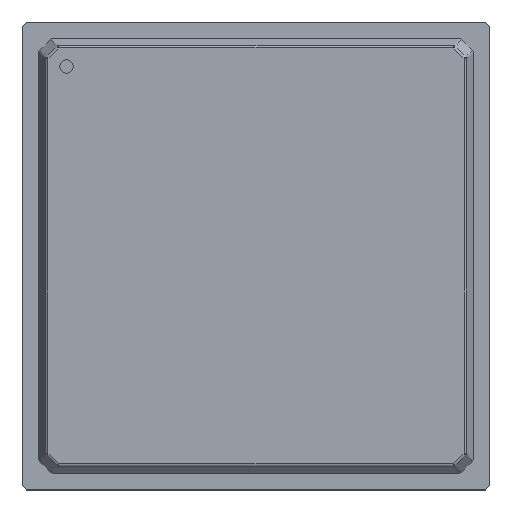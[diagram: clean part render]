
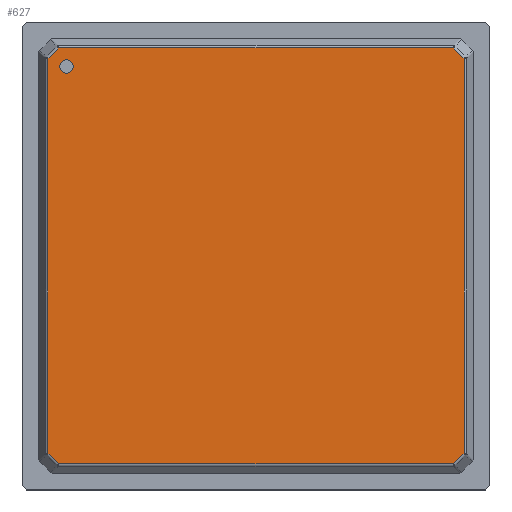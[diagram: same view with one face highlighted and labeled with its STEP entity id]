
A CAD part, top view. The second image highlights one B-rep face of the part: STEP entity #627.
In plain terms, the highlighted planar face has unit normal (0, 0, 1).
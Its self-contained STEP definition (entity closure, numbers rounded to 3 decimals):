
#225 = VERTEX_POINT('',#226);
#226 = CARTESIAN_POINT('',(-15.336,14.539,2.7));
#233 = EDGE_CURVE('',#225,#234,#236,.T.);
#234 = VERTEX_POINT('',#235);
#235 = CARTESIAN_POINT('',(-14.539,15.336,2.7));
#236 = LINE('',#237,#238);
#237 = CARTESIAN_POINT('',(-15.388,14.488,2.7));
#238 = VECTOR('',#239,1.);
#239 = DIRECTION('',(0.707,0.707,0.));
#627 = ADVANCED_FACE('',(#628,#693),#704,.F.);
#628 = FACE_BOUND('',#629,.F.);
#629 = EDGE_LOOP('',(#630,#640,#650,#658,#666,#667,#677,#685));
#630 = ORIENTED_EDGE('',*,*,#631,.T.);
#631 = EDGE_CURVE('',#632,#634,#636,.T.);
#632 = VERTEX_POINT('',#633);
#633 = CARTESIAN_POINT('',(15.336,-14.539,2.7));
#634 = VERTEX_POINT('',#635);
#635 = CARTESIAN_POINT('',(14.539,-15.336,2.7));
#636 = LINE('',#637,#638);
#637 = CARTESIAN_POINT('',(15.388,-14.488,2.7));
#638 = VECTOR('',#639,1.);
#639 = DIRECTION('',(-0.707,-0.707,0.));
#640 = ORIENTED_EDGE('',*,*,#641,.T.);
#641 = EDGE_CURVE('',#634,#642,#644,.T.);
#642 = VERTEX_POINT('',#643);
#643 = CARTESIAN_POINT('',(-14.539,-15.336,2.7));
#644 = B_SPLINE_CURVE_WITH_KNOTS('',2,(#645,#646,#647,#648,#649),
.UNSPECIFIED.,.F.,.F.,(3,1,1,3),(-1.2,-0.13,
29.261,30.331),.UNSPECIFIED.);
#645 = CARTESIAN_POINT('',(15.765,-15.336,2.7));
#646 = CARTESIAN_POINT('',(15.23,-15.336,2.7));
#647 = CARTESIAN_POINT('',(0.,-15.336,2.7));
#648 = CARTESIAN_POINT('',(-15.23,-15.336,2.7));
#649 = CARTESIAN_POINT('',(-15.765,-15.336,2.7));
#650 = ORIENTED_EDGE('',*,*,#651,.T.);
#651 = EDGE_CURVE('',#642,#652,#654,.T.);
#652 = VERTEX_POINT('',#653);
#653 = CARTESIAN_POINT('',(-15.336,-14.539,2.7));
#654 = LINE('',#655,#656);
#655 = CARTESIAN_POINT('',(-14.488,-15.388,2.7));
#656 = VECTOR('',#657,1.);
#657 = DIRECTION('',(-0.707,0.707,0.));
#658 = ORIENTED_EDGE('',*,*,#659,.T.);
#659 = EDGE_CURVE('',#652,#225,#660,.T.);
#660 = B_SPLINE_CURVE_WITH_KNOTS('',2,(#661,#662,#663,#664,#665),
.UNSPECIFIED.,.F.,.F.,(3,1,1,3),(-1.2,-0.13,
29.261,30.331),.UNSPECIFIED.);
#661 = CARTESIAN_POINT('',(-15.336,-15.765,2.7));
#662 = CARTESIAN_POINT('',(-15.336,-15.23,2.7));
#663 = CARTESIAN_POINT('',(-15.336,0.,2.7));
#664 = CARTESIAN_POINT('',(-15.336,15.23,2.7));
#665 = CARTESIAN_POINT('',(-15.336,15.765,2.7));
#666 = ORIENTED_EDGE('',*,*,#233,.T.);
#667 = ORIENTED_EDGE('',*,*,#668,.T.);
#668 = EDGE_CURVE('',#234,#669,#671,.T.);
#669 = VERTEX_POINT('',#670);
#670 = CARTESIAN_POINT('',(14.539,15.336,2.7));
#671 = B_SPLINE_CURVE_WITH_KNOTS('',2,(#672,#673,#674,#675,#676),
.UNSPECIFIED.,.F.,.F.,(3,1,1,3),(-1.2,-0.13,
29.261,30.331),.UNSPECIFIED.);
#672 = CARTESIAN_POINT('',(-15.765,15.336,2.7));
#673 = CARTESIAN_POINT('',(-15.23,15.336,2.7));
#674 = CARTESIAN_POINT('',(0.,15.336,2.7));
#675 = CARTESIAN_POINT('',(15.23,15.336,2.7));
#676 = CARTESIAN_POINT('',(15.765,15.336,2.7));
#677 = ORIENTED_EDGE('',*,*,#678,.T.);
#678 = EDGE_CURVE('',#669,#679,#681,.T.);
#679 = VERTEX_POINT('',#680);
#680 = CARTESIAN_POINT('',(15.336,14.539,2.7));
#681 = LINE('',#682,#683);
#682 = CARTESIAN_POINT('',(14.488,15.388,2.7));
#683 = VECTOR('',#684,1.);
#684 = DIRECTION('',(0.707,-0.707,0.));
#685 = ORIENTED_EDGE('',*,*,#686,.T.);
#686 = EDGE_CURVE('',#679,#632,#687,.T.);
#687 = B_SPLINE_CURVE_WITH_KNOTS('',2,(#688,#689,#690,#691,#692),
.UNSPECIFIED.,.F.,.F.,(3,1,1,3),(-1.2,-0.13,
29.261,30.331),.UNSPECIFIED.);
#688 = CARTESIAN_POINT('',(15.336,15.765,2.7));
#689 = CARTESIAN_POINT('',(15.336,15.23,2.7));
#690 = CARTESIAN_POINT('',(15.336,0.,2.7));
#691 = CARTESIAN_POINT('',(15.336,-15.23,2.7));
#692 = CARTESIAN_POINT('',(15.336,-15.765,2.7));
#693 = FACE_BOUND('',#694,.F.);
#694 = EDGE_LOOP('',(#695));
#695 = ORIENTED_EDGE('',*,*,#696,.F.);
#696 = EDGE_CURVE('',#697,#697,#699,.T.);
#697 = VERTEX_POINT('',#698);
#698 = CARTESIAN_POINT('',(-13.966,13.466,2.7));
#699 = CIRCLE('',#700,0.5);
#700 = AXIS2_PLACEMENT_3D('',#701,#702,#703);
#701 = CARTESIAN_POINT('',(-13.966,13.966,2.7));
#702 = DIRECTION('',(0.,0.,-1.));
#703 = DIRECTION('',(0.,-1.,0.));
#704 = PLANE('',#705);
#705 = AXIS2_PLACEMENT_3D('',#706,#707,#708);
#706 = CARTESIAN_POINT('',(-15.466,14.566,2.7));
#707 = DIRECTION('',(0.,0.,-1.));
#708 = DIRECTION('',(0.728,-0.686,0.));
